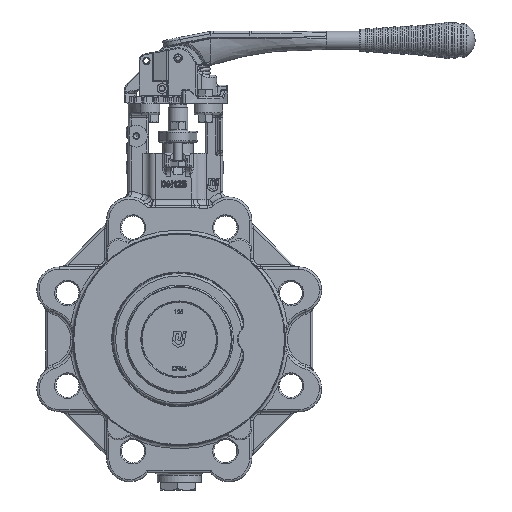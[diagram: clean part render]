
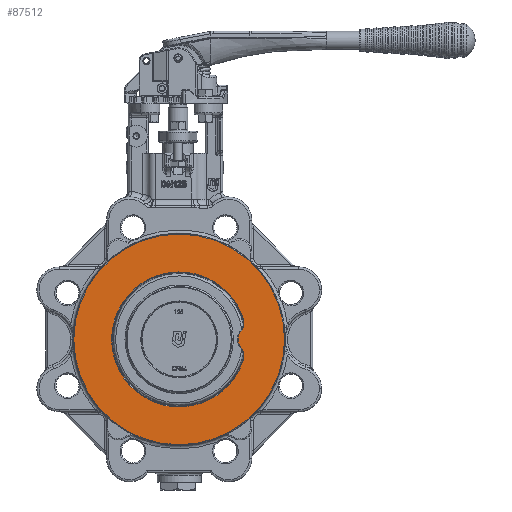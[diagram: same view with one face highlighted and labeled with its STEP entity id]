
A CAD part, front view. The second image highlights one B-rep face of the part: STEP entity #87512.
In plain terms, the highlighted planar face has unit normal (0, -1, 0).
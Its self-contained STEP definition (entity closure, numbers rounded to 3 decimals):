
#87416=CARTESIAN_POINT('',(26.523,-31.,0.));
#87417=DIRECTION('',(0.,1.,-0.));
#87418=DIRECTION('',(-1.,0.,0.));
#87419=AXIS2_PLACEMENT_3D('',#87416,#87417,#87418);
#87420=PLANE('',#87419);
#87421=CARTESIAN_POINT('',(-0.,-31.,95.853));
#87422=VERTEX_POINT('',#87421);
#87423=CARTESIAN_POINT('',(0.,-31.,0.));
#87424=DIRECTION('',(-0.,-1.,0.));
#87425=DIRECTION('',(0.,0.,1.));
#87426=AXIS2_PLACEMENT_3D('',#87423,#87424,#87425);
#87427=CIRCLE('',#87426,95.853);
#87428=EDGE_CURVE('',#87422,#87422,#87427,.T.);
#87429=ORIENTED_EDGE('',*,*,#87428,.T.);
#87430=EDGE_LOOP('',(#87429));
#87431=FACE_BOUND('',#87430,.T.);
#87432=CARTESIAN_POINT('',(56.143,-31.,7.174));
#87433=VERTEX_POINT('',#87432);
#87434=CARTESIAN_POINT('',(56.143,-31.,-7.174));
#87435=VERTEX_POINT('',#87434);
#87436=CARTESIAN_POINT('',(56.143,-31.,7.174));
#87437=CARTESIAN_POINT('',(54.919,-31.,5.67));
#87438=CARTESIAN_POINT('',(54.26,-31.,3.804));
#87439=CARTESIAN_POINT('',(53.603,-31.,1.945));
#87440=CARTESIAN_POINT('',(53.603,-31.,-0.002));
#87441=CARTESIAN_POINT('',(53.603,-31.,-1.947));
#87442=CARTESIAN_POINT('',(54.261,-31.,-3.807));
#87443=CARTESIAN_POINT('',(54.92,-31.,-5.671));
#87444=CARTESIAN_POINT('',(56.143,-31.,-7.174));
#87445=B_SPLINE_CURVE_WITH_KNOTS('',2,(#87436,#87437,#87438,#87439,#87440,#87441,#87442,#87443,#87444),.UNSPECIFIED.,.F.,.F.,(3,2,2,2,3),(0.,0.25,0.5,0.75,1.),.UNSPECIFIED.);
#87446=EDGE_CURVE('',#87433,#87435,#87445,.T.);
#87447=ORIENTED_EDGE('',*,*,#87446,.T.);
#87448=CARTESIAN_POINT('',(58.333,-31.,-19.011));
#87449=VERTEX_POINT('',#87448);
#87450=CARTESIAN_POINT('',(56.143,-31.,-7.174));
#87451=CARTESIAN_POINT('',(58.144,-31.,-9.605));
#87452=CARTESIAN_POINT('',(58.738,-31.,-12.813));
#87453=CARTESIAN_POINT('',(59.332,-31.,-16.022));
#87454=CARTESIAN_POINT('',(58.333,-31.,-19.011));
#87455=B_SPLINE_CURVE_WITH_KNOTS('',2,(#87450,#87451,#87452,#87453,#87454),.UNSPECIFIED.,.F.,.F.,(3,2,3),(0.,0.5,1.),.UNSPECIFIED.);
#87456=EDGE_CURVE('',#87435,#87449,#87455,.T.);
#87457=ORIENTED_EDGE('',*,*,#87456,.T.);
#87458=CARTESIAN_POINT('',(58.333,-31.,19.011));
#87459=VERTEX_POINT('',#87458);
#87460=CARTESIAN_POINT('',(58.333,-31.,-19.011));
#87461=CARTESIAN_POINT('',(54.935,-31.,-29.429));
#87462=CARTESIAN_POINT('',(48.149,-31.,-38.024));
#87463=CARTESIAN_POINT('',(44.791,-31.,-42.277));
#87464=CARTESIAN_POINT('',(40.729,-31.,-45.883));
#87465=CARTESIAN_POINT('',(36.659,-31.,-49.497));
#87466=CARTESIAN_POINT('',(32.016,-31.,-52.336));
#87467=CARTESIAN_POINT('',(22.663,-31.,-58.056));
#87468=CARTESIAN_POINT('',(11.93,-31.,-60.182));
#87469=CARTESIAN_POINT('',(1.174,-31.,-62.312));
#87470=CARTESIAN_POINT('',(-9.628,-31.,-60.592));
#87471=CARTESIAN_POINT('',(-14.971,-31.,-59.742));
#87472=CARTESIAN_POINT('',(-20.091,-31.,-57.97));
#87473=CARTESIAN_POINT('',(-25.243,-31.,-56.186));
#87474=CARTESIAN_POINT('',(-29.996,-31.,-53.52));
#87475=CARTESIAN_POINT('',(-39.568,-31.,-48.15));
#87476=CARTESIAN_POINT('',(-46.658,-31.,-39.84));
#87477=CARTESIAN_POINT('',(-53.78,-31.,-31.491));
#87478=CARTESIAN_POINT('',(-57.558,-31.,-21.242));
#87479=CARTESIAN_POINT('',(-61.351,-31.,-10.951));
#87480=CARTESIAN_POINT('',(-61.353,-31.,-0.022));
#87481=CARTESIAN_POINT('',(-61.354,-31.,10.941));
#87482=CARTESIAN_POINT('',(-57.573,-31.,21.201));
#87483=CARTESIAN_POINT('',(-53.784,-31.,31.483));
#87484=CARTESIAN_POINT('',(-46.687,-31.,39.806));
#87485=CARTESIAN_POINT('',(-39.58,-31.,48.139));
#87486=CARTESIAN_POINT('',(-30.037,-31.,53.497));
#87487=CARTESIAN_POINT('',(-20.494,-31.,58.855));
#87488=CARTESIAN_POINT('',(-9.679,-31.,60.584));
#87489=CARTESIAN_POINT('',(1.122,-31.,62.312));
#87490=CARTESIAN_POINT('',(11.874,-31.,60.193));
#87491=CARTESIAN_POINT('',(22.6,-31.,58.079));
#87492=CARTESIAN_POINT('',(31.961,-31.,52.37));
#87493=CARTESIAN_POINT('',(41.289,-31.,46.682));
#87494=CARTESIAN_POINT('',(48.104,-31.,38.081));
#87495=CARTESIAN_POINT('',(51.486,-31.,33.813));
#87496=CARTESIAN_POINT('',(54.067,-31.,28.998));
#87497=CARTESIAN_POINT('',(56.641,-31.,24.197));
#87498=CARTESIAN_POINT('',(58.333,-31.,19.011));
#87499=B_SPLINE_CURVE_WITH_KNOTS('',2,(#87460,#87461,#87462,#87463,#87464,#87465,#87466,#87467,#87468,#87469,#87470,#87471,#87472,#87473,#87474,#87475,#87476,#87477,#87478,#87479,#87480,#87481,#87482,#87483,#87484,#87485,
#87486,#87487,#87488,#87489,#87490,#87491,#87492,#87493,#87494,#87495,#87496,#87497,#87498),.UNSPECIFIED.,.F.,.F.,(3,2,2,2,2,2,2,2,2,2,2,2,2,2,2,2,2,2,2,3),(0.,0.063,0.094,0.125,0.188,0.25,0.281,0.313,0.375,0.438,0.5,0.563,0.625,0.688,0.75,0.813,0.875,0.938,0.969,1.),.UNSPECIFIED.);
#87500=EDGE_CURVE('',#87449,#87459,#87499,.T.);
#87501=ORIENTED_EDGE('',*,*,#87500,.T.);
#87502=CARTESIAN_POINT('',(58.333,-31.,19.011));
#87503=CARTESIAN_POINT('',(59.332,-31.,16.026));
#87504=CARTESIAN_POINT('',(58.739,-31.,12.817));
#87505=CARTESIAN_POINT('',(58.146,-31.,9.607));
#87506=CARTESIAN_POINT('',(56.143,-31.,7.174));
#87507=B_SPLINE_CURVE_WITH_KNOTS('',2,(#87502,#87503,#87504,#87505,#87506),.UNSPECIFIED.,.F.,.F.,(3,2,3),(0.,0.5,1.),.UNSPECIFIED.);
#87508=EDGE_CURVE('',#87459,#87433,#87507,.T.);
#87509=ORIENTED_EDGE('',*,*,#87508,.T.);
#87510=EDGE_LOOP('',(#87447,#87457,#87501,#87509));
#87511=FACE_BOUND('',#87510,.T.);
#87512=ADVANCED_FACE('',(#87431,#87511),#87420,.F.);
